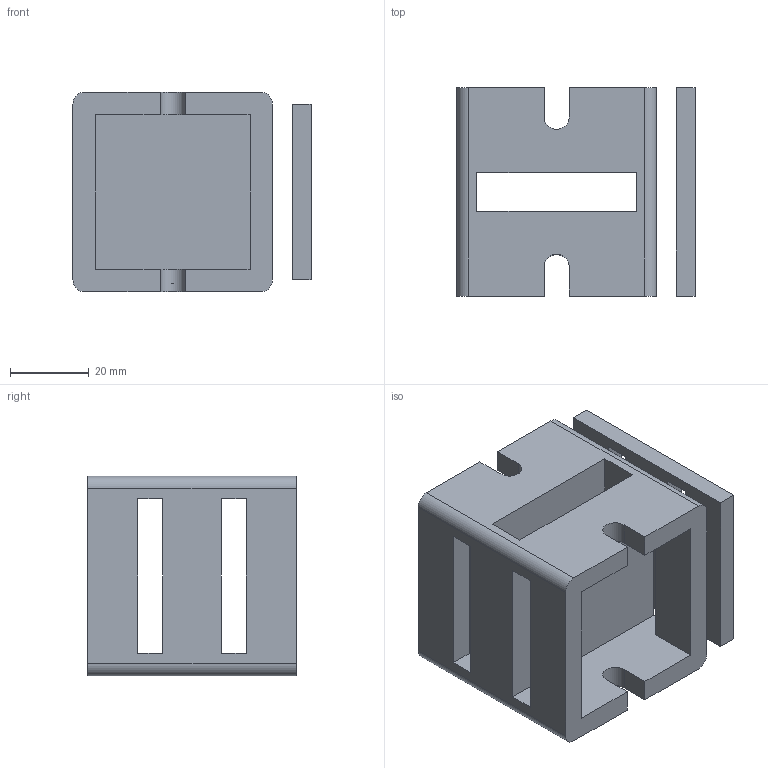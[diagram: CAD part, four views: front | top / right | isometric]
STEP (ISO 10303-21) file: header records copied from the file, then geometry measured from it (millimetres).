
FILE_DESCRIPTION(/* description */ (''),/* implementation_level */ '2;1');
FILE_NAME(/* name */ 'BaseCase_AlignmentSupport.stp',/* time_stamp */ '2025-09-02T13:29:22-04:00',/* author */ ('usman'),/* organization */ (''),/* preprocessor_version */ 'ST-DEVELOPER v20.1',/* originating_system */ 'Autodesk Inventor 2026',/* authorisation */ '');
FILE_SCHEMA (('AUTOMOTIVE_DESIGN { 1 0 10303 214 3 1 1 }'));
Products named in the file (1): BaseCase_AlignmentSupport
Bounding box: 60.63 x 53.09 x 50.8 mm (x, y, z)
Volume: 58539.3 mm3; surface area: 33460.4 mm2
Topology: 2 solids, 2 shells, 1763 faces, 4941 edges, 3311 vertices
Faces by surface type: bspline 1032, plane 723, cylinder 8
Entity records: 62694 total; most frequent: CARTESIAN_POINT 24354, ORIENTED_EDGE 9858, EDGE_CURVE 4929, DIRECTION 4345, VERTEX_POINT 3286, LINE 2849, VECTOR 2849, B_SPLINE_CURVE_WITH_KNOTS 2064
